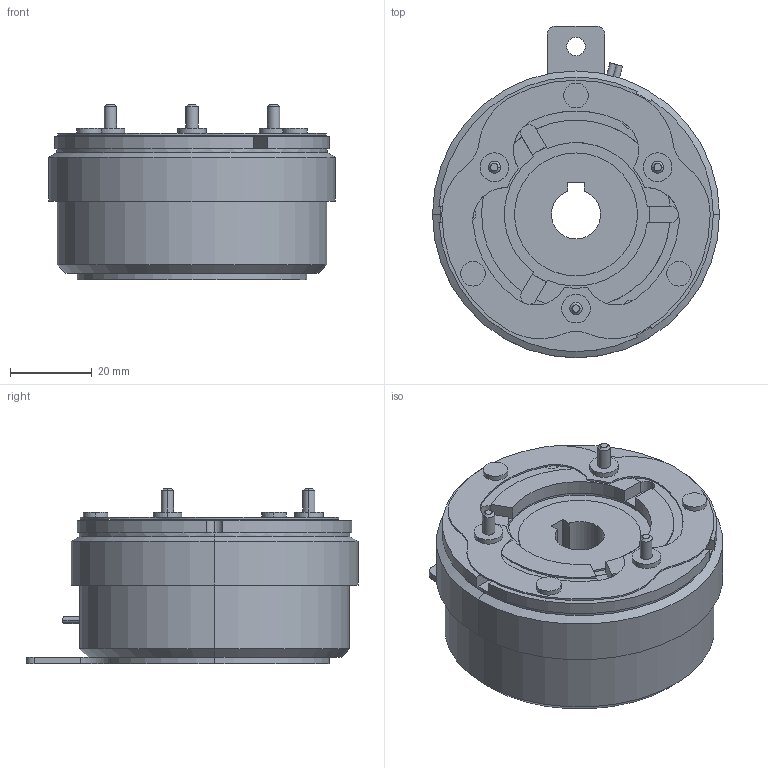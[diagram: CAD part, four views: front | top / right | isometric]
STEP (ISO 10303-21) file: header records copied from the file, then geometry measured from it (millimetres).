
FILE_DESCRIPTION (( 'STEP AP203' ), '1' );
FILE_NAME ('VCEH 0.6_23655100(１体）.STEP', '2016-03-07T02:35:23', ( ' ' ), ( '' ), 'SwSTEP 2.0', 'SolidWorks 2009', '' );
FILE_SCHEMA (( 'CONFIG_CONTROL_DESIGN' ));
Length unit declared in the file: millimetre
Products named in the file (1): VCEH 0.6_23655100(１体）
Bounding box: 70 x 81 x 42.8 mm (x, y, z)
Volume: 109546.7 mm3; surface area: 21775.3 mm2
Topology: 3 solids, 3 shells, 195 faces, 497 edges, 314 vertices
Faces by surface type: cylinder 117, plane 60, cone 10, torus 8
Entity records: 6044 total; most frequent: DIRECTION 1165, CARTESIAN_POINT 999, ORIENTED_EDGE 978, EDGE_CURVE 489, AXIS2_PLACEMENT_3D 480, VERTEX_POINT 314, CIRCLE 284, EDGE_LOOP 225
